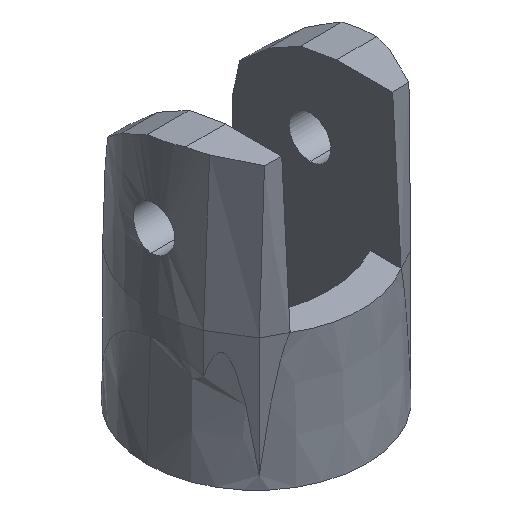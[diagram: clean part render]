
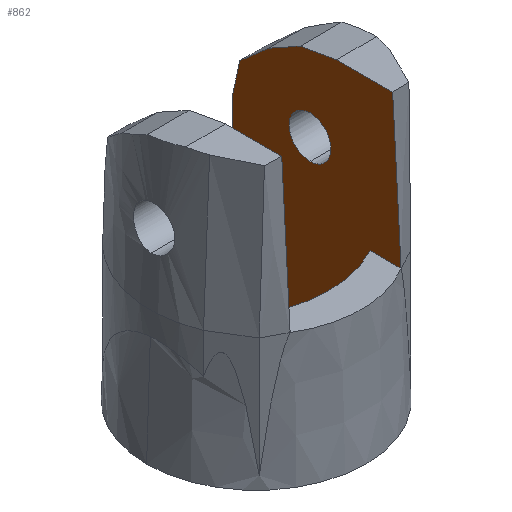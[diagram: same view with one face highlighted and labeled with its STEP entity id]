
A CAD part, isometric view. The second image highlights one B-rep face of the part: STEP entity #862.
In plain terms, the highlighted planar face has unit normal (-1, 0, 0).
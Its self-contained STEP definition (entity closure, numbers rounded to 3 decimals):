
#21 = ORIENTED_EDGE ( 'NONE', *, *, #102, .F. ) ;
#44 = ORIENTED_EDGE ( 'NONE', *, *, #1345, .T. ) ;
#52 = LINE ( 'NONE', #1265, #760 ) ;
#60 = LINE ( 'NONE', #207, #103 ) ;
#63 = PLANE ( 'NONE',  #1395 ) ;
#67 = DIRECTION ( 'NONE',  ( 0., -0.874, 0.486 ) ) ;
#78 = CIRCLE ( 'NONE', #1028, 1.576 ) ;
#102 = EDGE_CURVE ( 'NONE', #1564, #839, #1289, .T. ) ;
#103 = VECTOR ( 'NONE', #1557, 1000. ) ;
#155 = EDGE_CURVE ( 'NONE', #477, #1358, #745, .T. ) ;
#160 = VECTOR ( 'NONE', #67, 1000. ) ;
#179 = DIRECTION ( 'NONE',  ( 0., -1., 0. ) ) ;
#204 = CARTESIAN_POINT ( 'NONE',  ( 15.231, -0.59, 10.151 ) ) ;
#207 = CARTESIAN_POINT ( 'NONE',  ( 15.231, 12.431, 10.94 ) ) ;
#214 = EDGE_CURVE ( 'NONE', #1470, #1114, #1061, .T. ) ;
#216 = ORIENTED_EDGE ( 'NONE', *, *, #1628, .F. ) ;
#218 = CARTESIAN_POINT ( 'NONE',  ( 15.231, 2.654, 19.507 ) ) ;
#241 = ORIENTED_EDGE ( 'NONE', *, *, #214, .T. ) ;
#262 = VERTEX_POINT ( 'NONE', #793 ) ;
#267 = CARTESIAN_POINT ( 'NONE',  ( 15.231, -6.674, 21.306 ) ) ;
#296 = CARTESIAN_POINT ( 'NONE',  ( 15.231, 3.069, 0.257 ) ) ;
#303 = VERTEX_POINT ( 'NONE', #267 ) ;
#319 = VERTEX_POINT ( 'NONE', #958 ) ;
#325 = EDGE_LOOP ( 'NONE', ( #1336, #216 ) ) ;
#332 = EDGE_CURVE ( 'NONE', #839, #1444, #1163, .T. ) ;
#346 = VERTEX_POINT ( 'NONE', #1108 ) ;
#402 = VERTEX_POINT ( 'NONE', #677 ) ;
#421 = VECTOR ( 'NONE', #773, 1000. ) ;
#423 = ORIENTED_EDGE ( 'NONE', *, *, #1654, .F. ) ;
#449 = CARTESIAN_POINT ( 'NONE',  ( 15.231, 5.347, 10.151 ) ) ;
#467 = DIRECTION ( 'NONE',  ( 0., 0., 1. ) ) ;
#471 = LINE ( 'NONE', #1379, #906 ) ;
#472 = CARTESIAN_POINT ( 'NONE',  ( 15.231, 5.347, 15.728 ) ) ;
#477 = VERTEX_POINT ( 'NONE', #218 ) ;
#516 = CARTESIAN_POINT ( 'NONE',  ( 15.231, -4.982, 0.256 ) ) ;
#518 = EDGE_CURVE ( 'NONE', #1358, #706, #471, .T. ) ;
#522 = ORIENTED_EDGE ( 'NONE', *, *, #1188, .F. ) ;
#524 = ORIENTED_EDGE ( 'NONE', *, *, #518, .F. ) ;
#526 = CARTESIAN_POINT ( 'NONE',  ( 15.231, 8.435, 1.459 ) ) ;
#553 = CARTESIAN_POINT ( 'NONE',  ( 15.231, 3.069, 0.257 ) ) ;
#600 = CARTESIAN_POINT ( 'NONE',  ( 15.231, 5.347, 21.306 ) ) ;
#633 = VERTEX_POINT ( 'NONE', #296 ) ;
#636 = DIRECTION ( 'NONE',  ( 0., 0., -1. ) ) ;
#665 = LINE ( 'NONE', #204, #751 ) ;
#676 = FACE_OUTER_BOUND ( 'NONE', #1695, .T. ) ;
#677 = CARTESIAN_POINT ( 'NONE',  ( 15.231, -0.457, 13.7 ) ) ;
#679 = EDGE_CURVE ( 'NONE', #262, #303, #980, .T. ) ;
#705 = CARTESIAN_POINT ( 'NONE',  ( 15.231, -4.982, 10.151 ) ) ;
#706 = VERTEX_POINT ( 'NONE', #1542 ) ;
#715 = EDGE_CURVE ( 'NONE', #633, #319, #52, .T. ) ;
#723 = DIRECTION ( 'NONE',  ( 0., 0.057, 0.998 ) ) ;
#745 = LINE ( 'NONE', #898, #160 ) ;
#751 = VECTOR ( 'NONE', #1053, 1000. ) ;
#760 = VECTOR ( 'NONE', #467, 1000. ) ;
#773 = DIRECTION ( 'NONE',  ( 0., 0., 1. ) ) ;
#793 = CARTESIAN_POINT ( 'NONE',  ( 15.231, -7.306, 10.151 ) ) ;
#839 = VERTEX_POINT ( 'NONE', #892 ) ;
#861 = DIRECTION ( 'NONE',  ( -1., 0., 0. ) ) ;
#862 = ADVANCED_FACE ( 'NONE', ( #1352, #676 ), #63, .F. ) ;
#892 = CARTESIAN_POINT ( 'NONE',  ( 15.231, 5.347, 15.232 ) ) ;
#898 = CARTESIAN_POINT ( 'NONE',  ( 15.231, 11.143, 14.792 ) ) ;
#902 = DIRECTION ( 'NONE',  ( -1., 0., 0. ) ) ;
#906 = VECTOR ( 'NONE', #1525, 1000. ) ;
#908 = DIRECTION ( 'NONE',  ( 1., 0., 0. ) ) ;
#958 = CARTESIAN_POINT ( 'NONE',  ( 15.231, 3.069, 10.151 ) ) ;
#973 = DIRECTION ( 'NONE',  ( 0., -1., 0. ) ) ;
#980 = LINE ( 'NONE', #1649, #1303 ) ;
#989 = DIRECTION ( 'NONE',  ( 0., 0., 1. ) ) ;
#1014 = CARTESIAN_POINT ( 'NONE',  ( 15.231, -0.457, 15.277 ) ) ;
#1028 = AXIS2_PLACEMENT_3D ( 'NONE', #1660, #861, #989 ) ;
#1053 = DIRECTION ( 'NONE',  ( 0., 1., 0. ) ) ;
#1061 = LINE ( 'NONE', #516, #1736 ) ;
#1066 = EDGE_CURVE ( 'NONE', #1564, #319, #1703, .T. ) ;
#1108 = CARTESIAN_POINT ( 'NONE',  ( 15.231, -0.457, 16.853 ) ) ;
#1114 = VERTEX_POINT ( 'NONE', #705 ) ;
#1132 = ORIENTED_EDGE ( 'NONE', *, *, #679, .T. ) ;
#1139 = CARTESIAN_POINT ( 'NONE',  ( 15.231, -4.982, 0.257 ) ) ;
#1163 = LINE ( 'NONE', #526, #1441 ) ;
#1173 = VECTOR ( 'NONE', #179, 1000. ) ;
#1178 = AXIS2_PLACEMENT_3D ( 'NONE', #1014, #902, #1194 ) ;
#1188 = EDGE_CURVE ( 'NONE', #1444, #477, #60, .T. ) ;
#1194 = DIRECTION ( 'NONE',  ( 0., 0., 1. ) ) ;
#1251 = ORIENTED_EDGE ( 'NONE', *, *, #1066, .T. ) ;
#1259 = CIRCLE ( 'NONE', #1178, 1.576 ) ;
#1265 = CARTESIAN_POINT ( 'NONE',  ( 15.231, 3.069, 0.256 ) ) ;
#1289 = LINE ( 'NONE', #472, #421 ) ;
#1303 = VECTOR ( 'NONE', #723, 1000. ) ;
#1306 = CARTESIAN_POINT ( 'NONE',  ( 15.231, 3.069, 0.256 ) ) ;
#1331 = ORIENTED_EDGE ( 'NONE', *, *, #715, .F. ) ;
#1336 = ORIENTED_EDGE ( 'NONE', *, *, #1475, .F. ) ;
#1345 = EDGE_CURVE ( 'NONE', #633, #1470, #1552, .T. ) ;
#1348 = CARTESIAN_POINT ( 'NONE',  ( 15.231, 0.29, 20.82 ) ) ;
#1352 = FACE_BOUND ( 'NONE', #325, .T. ) ;
#1358 = VERTEX_POINT ( 'NONE', #1348 ) ;
#1368 = CARTESIAN_POINT ( 'NONE',  ( 15.231, 5.347, 10.151 ) ) ;
#1376 = DIRECTION ( 'NONE',  ( 0., -1., 0. ) ) ;
#1377 = CARTESIAN_POINT ( 'NONE',  ( 15.231, 4.813, 17.615 ) ) ;
#1379 = CARTESIAN_POINT ( 'NONE',  ( 15.231, 6.521, 19.714 ) ) ;
#1395 = AXIS2_PLACEMENT_3D ( 'NONE', #1306, #908, #636 ) ;
#1432 = VECTOR ( 'NONE', #973, 1000. ) ;
#1441 = VECTOR ( 'NONE', #1617, 1000. ) ;
#1444 = VERTEX_POINT ( 'NONE', #1377 ) ;
#1447 = ORIENTED_EDGE ( 'NONE', *, *, #1556, .F. ) ;
#1470 = VERTEX_POINT ( 'NONE', #1139 ) ;
#1475 = EDGE_CURVE ( 'NONE', #346, #402, #78, .T. ) ;
#1525 = DIRECTION ( 'NONE',  ( 0., -0.985, 0.175 ) ) ;
#1532 = ORIENTED_EDGE ( 'NONE', *, *, #155, .F. ) ;
#1542 = CARTESIAN_POINT ( 'NONE',  ( 15.231, -2.451, 21.306 ) ) ;
#1552 = LINE ( 'NONE', #553, #1432 ) ;
#1556 = EDGE_CURVE ( 'NONE', #706, #303, #1618, .T. ) ;
#1557 = DIRECTION ( 'NONE',  ( 0., -0.752, 0.659 ) ) ;
#1564 = VERTEX_POINT ( 'NONE', #449 ) ;
#1617 = DIRECTION ( 'NONE',  ( 0., -0.219, 0.976 ) ) ;
#1618 = LINE ( 'NONE', #600, #1173 ) ;
#1628 = EDGE_CURVE ( 'NONE', #402, #346, #1259, .T. ) ;
#1649 = CARTESIAN_POINT ( 'NONE',  ( 15.231, -7.306, 10.151 ) ) ;
#1654 = EDGE_CURVE ( 'NONE', #262, #1114, #665, .T. ) ;
#1660 = CARTESIAN_POINT ( 'NONE',  ( 15.231, -0.457, 15.277 ) ) ;
#1682 = VECTOR ( 'NONE', #1376, 1000. ) ;
#1695 = EDGE_LOOP ( 'NONE', ( #1714, #21, #1251, #1331, #44, #241, #423, #1132, #1447, #524, #1532, #522 ) ) ;
#1703 = LINE ( 'NONE', #1368, #1682 ) ;
#1714 = ORIENTED_EDGE ( 'NONE', *, *, #332, .F. ) ;
#1736 = VECTOR ( 'NONE', #1738, 1000. ) ;
#1738 = DIRECTION ( 'NONE',  ( 0., 0., 1. ) ) ;
